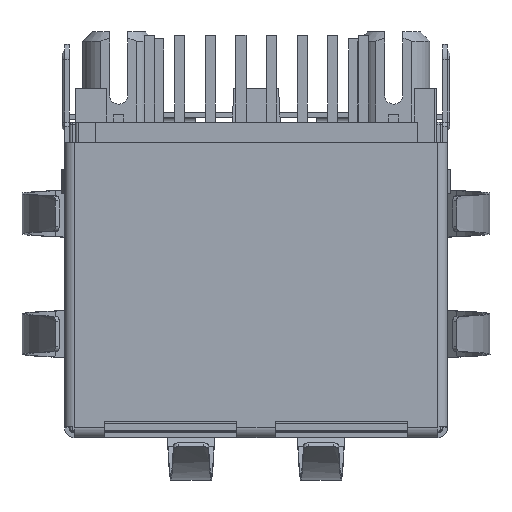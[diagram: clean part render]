
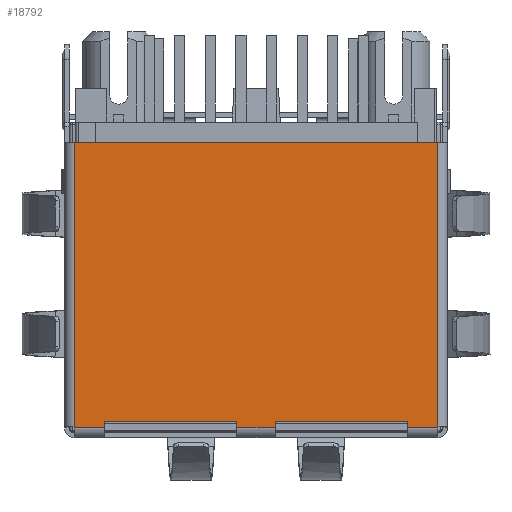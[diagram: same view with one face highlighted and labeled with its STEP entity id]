
A CAD part, left-side view. The second image highlights one B-rep face of the part: STEP entity #18792.
In plain terms, the highlighted face is planar.
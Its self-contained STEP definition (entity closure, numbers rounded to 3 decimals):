
#2796=ORIENTED_EDGE('',*,*,#7889,.F.);
#2797=ORIENTED_EDGE('',*,*,#7890,.F.);
#2798=ORIENTED_EDGE('',*,*,#7891,.T.);
#2799=ORIENTED_EDGE('',*,*,#7507,.F.);
#2800=ORIENTED_EDGE('',*,*,#7505,.F.);
#2801=ORIENTED_EDGE('',*,*,#7501,.F.);
#2802=ORIENTED_EDGE('',*,*,#7892,.F.);
#2803=ORIENTED_EDGE('',*,*,#7893,.F.);
#2804=ORIENTED_EDGE('',*,*,#7894,.T.);
#2805=ORIENTED_EDGE('',*,*,#7876,.T.);
#2806=ORIENTED_EDGE('',*,*,#7895,.F.);
#2807=ORIENTED_EDGE('',*,*,#7896,.F.);
#2808=ORIENTED_EDGE('',*,*,#7897,.T.);
#2809=ORIENTED_EDGE('',*,*,#7872,.T.);
#7501=EDGE_CURVE('',#10143,#10144,#11922,.T.);
#7505=EDGE_CURVE('',#10144,#10145,#11924,.F.);
#7507=EDGE_CURVE('',#10145,#10146,#11925,.F.);
#7872=EDGE_CURVE('',#10440,#10438,#12080,.F.);
#7876=EDGE_CURVE('',#10444,#10442,#12084,.F.);
#7889=EDGE_CURVE('',#10452,#10438,#12097,.T.);
#7890=EDGE_CURVE('',#10453,#10452,#12098,.F.);
#7891=EDGE_CURVE('',#10453,#10146,#12099,.T.);
#7892=EDGE_CURVE('',#10454,#10143,#12100,.T.);
#7893=EDGE_CURVE('',#10455,#10454,#12101,.F.);
#7894=EDGE_CURVE('',#10455,#10444,#12102,.T.);
#7895=EDGE_CURVE('',#10456,#10442,#12103,.T.);
#7896=EDGE_CURVE('',#10457,#10456,#12104,.F.);
#7897=EDGE_CURVE('',#10457,#10440,#12105,.T.);
#10143=VERTEX_POINT('',#33872);
#10144=VERTEX_POINT('',#33873);
#10145=VERTEX_POINT('',#33885);
#10146=VERTEX_POINT('',#33892);
#10438=VERTEX_POINT('',#35590);
#10440=VERTEX_POINT('',#35593);
#10442=VERTEX_POINT('',#35599);
#10444=VERTEX_POINT('',#35602);
#10452=VERTEX_POINT('',#35626);
#10453=VERTEX_POINT('',#35628);
#10454=VERTEX_POINT('',#35631);
#10455=VERTEX_POINT('',#35633);
#10456=VERTEX_POINT('',#35636);
#10457=VERTEX_POINT('',#35638);
#11922=LINE('',#33871,#13869);
#11924=LINE('',#33884,#13871);
#11925=LINE('',#33891,#13872);
#12080=LINE('',#35592,#14027);
#12084=LINE('',#35601,#14031);
#12097=LINE('',#35625,#14044);
#12098=LINE('',#35627,#14045);
#12099=LINE('',#35629,#14046);
#12100=LINE('',#35630,#14047);
#12101=LINE('',#35632,#14048);
#12102=LINE('',#35634,#14049);
#12103=LINE('',#35635,#14050);
#12104=LINE('',#35637,#14051);
#12105=LINE('',#35639,#14052);
#13869=VECTOR('',#28111,1000.);
#13871=VECTOR('',#28115,1000.);
#13872=VECTOR('',#28118,1000.);
#14027=VECTOR('',#28525,1000.);
#14031=VECTOR('',#28531,1000.);
#14044=VECTOR('',#28550,1000.);
#14045=VECTOR('',#28551,1000.);
#14046=VECTOR('',#28552,1000.);
#14047=VECTOR('',#28553,1000.);
#14048=VECTOR('',#28554,1000.);
#14049=VECTOR('',#28555,1000.);
#14050=VECTOR('',#28556,1000.);
#14051=VECTOR('',#28557,1000.);
#14052=VECTOR('',#28558,1000.);
#15782=EDGE_LOOP('',(#2796,#2797,#2798,#2799,#2800,#2801,#2802,#2803,#2804,
#2805,#2806,#2807,#2808,#2809));
#16934=FACE_BOUND('',#15782,.T.);
#17938=PLANE('',#26377);
#18792=ADVANCED_FACE('',(#16934),#17938,.F.);
#26377=AXIS2_PLACEMENT_3D('',#35624,#28548,#28549);
#28111=DIRECTION('',(0.,1.,0.));
#28115=DIRECTION('',(1.,0.,0.));
#28118=DIRECTION('',(0.,1.,0.));
#28525=DIRECTION('',(1.,0.,0.));
#28531=DIRECTION('',(1.,0.,0.));
#28548=DIRECTION('',(0.,0.,1.));
#28549=DIRECTION('',(1.,0.,0.));
#28550=DIRECTION('',(0.,1.,0.));
#28551=DIRECTION('',(-1.,0.,0.));
#28552=DIRECTION('',(0.,1.,0.));
#28553=DIRECTION('',(0.,1.,0.));
#28554=DIRECTION('',(-1.,0.,0.));
#28555=DIRECTION('',(0.,1.,0.));
#28556=DIRECTION('',(0.,1.,0.));
#28557=DIRECTION('',(-1.,0.,0.));
#28558=DIRECTION('',(0.,1.,0.));
#33871=CARTESIAN_POINT('',(7.55,6.325,-21.35));
#33872=CARTESIAN_POINT('',(7.55,0.45,-21.35));
#33873=CARTESIAN_POINT('',(7.55,12.25,-21.35));
#33884=CARTESIAN_POINT('',(0.,12.25,-21.35));
#33885=CARTESIAN_POINT('',(-7.55,12.25,-21.35));
#33891=CARTESIAN_POINT('',(-7.55,6.325,-21.35));
#33892=CARTESIAN_POINT('',(-7.55,0.45,-21.35));
#35590=CARTESIAN_POINT('',(-6.3,0.65,-21.35));
#35592=CARTESIAN_POINT('',(-3.55,0.65,-21.35));
#35593=CARTESIAN_POINT('',(-0.8,0.65,-21.35));
#35599=CARTESIAN_POINT('',(0.8,0.65,-21.35));
#35601=CARTESIAN_POINT('',(3.55,0.65,-21.35));
#35602=CARTESIAN_POINT('',(6.3,0.65,-21.35));
#35624=CARTESIAN_POINT('',(0.,6.325,-21.35));
#35625=CARTESIAN_POINT('',(-6.3,0.525,-21.35));
#35626=CARTESIAN_POINT('',(-6.3,0.4,-21.35));
#35627=CARTESIAN_POINT('',(-6.256,0.4,-21.35));
#35628=CARTESIAN_POINT('',(-7.55,0.4,-21.35));
#35629=CARTESIAN_POINT('',(-7.55,0.425,-21.35));
#35630=CARTESIAN_POINT('',(7.55,0.425,-21.35));
#35631=CARTESIAN_POINT('',(7.55,0.4,-21.35));
#35632=CARTESIAN_POINT('',(7.594,0.4,-21.35));
#35633=CARTESIAN_POINT('',(6.3,0.4,-21.35));
#35634=CARTESIAN_POINT('',(6.3,0.525,-21.35));
#35635=CARTESIAN_POINT('',(0.8,0.525,-21.35));
#35636=CARTESIAN_POINT('',(0.8,0.4,-21.35));
#35637=CARTESIAN_POINT('',(0.844,0.4,-21.35));
#35638=CARTESIAN_POINT('',(-0.8,0.4,-21.35));
#35639=CARTESIAN_POINT('',(-0.8,0.525,-21.35));
